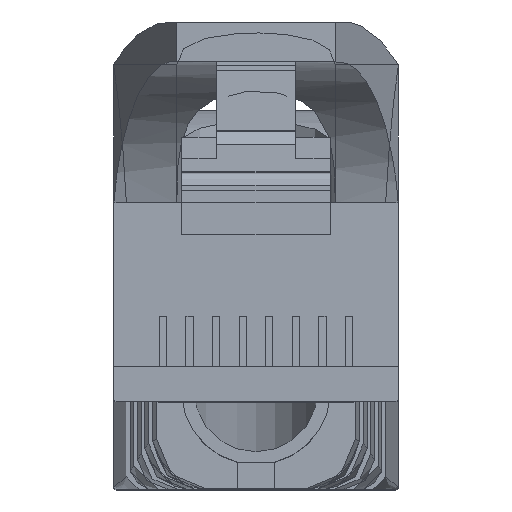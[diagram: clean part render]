
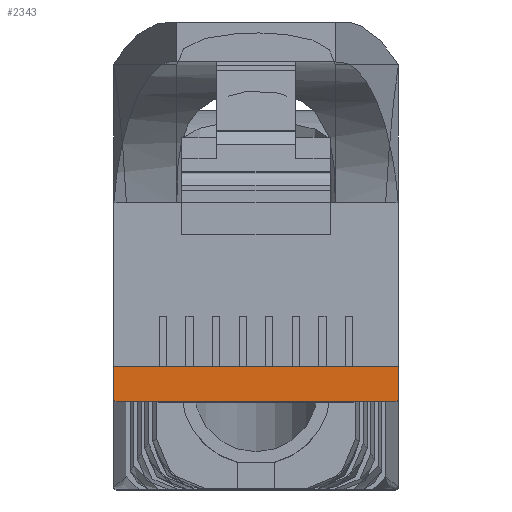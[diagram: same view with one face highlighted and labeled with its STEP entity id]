
A CAD part, top view. The second image highlights one B-rep face of the part: STEP entity #2343.
In plain terms, the highlighted planar face has unit normal (0, 0, 1).
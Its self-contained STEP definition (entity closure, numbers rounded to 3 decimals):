
#465 = ORIENTED_EDGE ( 'NONE', *, *, #952, .T. ) ;
#630 = AXIS2_PLACEMENT_3D ( 'NONE', #2760, #5038, #10220 ) ;
#787 = LINE ( 'NONE', #11972, #11253 ) ;
#801 = CARTESIAN_POINT ( 'NONE',  ( -5.75, -2.6, 1025.5 ) ) ;
#843 = CIRCLE ( 'NONE', #5780, 0.1 ) ;
#952 = EDGE_CURVE ( 'NONE', #1130, #6571, #12562, .T. ) ;
#1130 = VERTEX_POINT ( 'NONE', #2276 ) ;
#1169 = CARTESIAN_POINT ( 'NONE',  ( -5.75, -3.9, 1025.5 ) ) ;
#1252 = DIRECTION ( 'NONE',  ( -1., 0., 0. ) ) ;
#1293 = LINE ( 'NONE', #3179, #1749 ) ;
#1371 = CARTESIAN_POINT ( 'NONE',  ( 5.75, -3.9, 1025.5 ) ) ;
#1613 = VERTEX_POINT ( 'NONE', #1169 ) ;
#1617 = EDGE_CURVE ( 'NONE', #6571, #7193, #843, .T. ) ;
#1726 = DIRECTION ( 'NONE',  ( 0., 1., 0. ) ) ;
#1749 = VECTOR ( 'NONE', #2101, 1000. ) ;
#1984 = LINE ( 'NONE', #801, #10863 ) ;
#2101 = DIRECTION ( 'NONE',  ( 0., 1., 0. ) ) ;
#2276 = CARTESIAN_POINT ( 'NONE',  ( -5.65, -4., 1025.5 ) ) ;
#2343 = ADVANCED_FACE ( 'NONE', ( #4794 ), #10734, .F. ) ;
#2568 = EDGE_CURVE ( 'NONE', #1613, #7486, #1293, .T. ) ;
#2710 = VERTEX_POINT ( 'NONE', #2734 ) ;
#2734 = CARTESIAN_POINT ( 'NONE',  ( 5.75, -2.6, 1025.5 ) ) ;
#2760 = CARTESIAN_POINT ( 'NONE',  ( -5.65, -3.9, 1025.5 ) ) ;
#3179 = CARTESIAN_POINT ( 'NONE',  ( -5.75, -2.6, 1025.5 ) ) ;
#3313 = CIRCLE ( 'NONE', #630, 0.1 ) ;
#4316 = CARTESIAN_POINT ( 'NONE',  ( 5.65, -3.9, 1025.5 ) ) ;
#4794 = FACE_OUTER_BOUND ( 'NONE', #13136, .T. ) ;
#4806 = DIRECTION ( 'NONE',  ( 1., 0., 0. ) ) ;
#5038 = DIRECTION ( 'NONE',  ( 0., 0., 1. ) ) ;
#5103 = EDGE_CURVE ( 'NONE', #1613, #1130, #3313, .T. ) ;
#5133 = DIRECTION ( 'NONE',  ( 1., 0., 0. ) ) ;
#5570 = ORIENTED_EDGE ( 'NONE', *, *, #8891, .F. ) ;
#5625 = ORIENTED_EDGE ( 'NONE', *, *, #5103, .T. ) ;
#5780 = AXIS2_PLACEMENT_3D ( 'NONE', #4316, #7322, #1252 ) ;
#6042 = CARTESIAN_POINT ( 'NONE',  ( -5.75, -4., 1025.5 ) ) ;
#6571 = VERTEX_POINT ( 'NONE', #8181 ) ;
#6844 = EDGE_CURVE ( 'NONE', #7193, #2710, #787, .T. ) ;
#7054 = AXIS2_PLACEMENT_3D ( 'NONE', #11767, #11856, #12849 ) ;
#7193 = VERTEX_POINT ( 'NONE', #1371 ) ;
#7322 = DIRECTION ( 'NONE',  ( 0., 0., 1. ) ) ;
#7486 = VERTEX_POINT ( 'NONE', #9221 ) ;
#8181 = CARTESIAN_POINT ( 'NONE',  ( 5.65, -4., 1025.5 ) ) ;
#8840 = ORIENTED_EDGE ( 'NONE', *, *, #1617, .T. ) ;
#8891 = EDGE_CURVE ( 'NONE', #7486, #2710, #1984, .T. ) ;
#9221 = CARTESIAN_POINT ( 'NONE',  ( -5.75, -2.6, 1025.5 ) ) ;
#9275 = VECTOR ( 'NONE', #5133, 1000. ) ;
#10220 = DIRECTION ( 'NONE',  ( -1., 0., 0. ) ) ;
#10734 = PLANE ( 'NONE',  #7054 ) ;
#10863 = VECTOR ( 'NONE', #4806, 1000. ) ;
#11086 = ORIENTED_EDGE ( 'NONE', *, *, #6844, .T. ) ;
#11253 = VECTOR ( 'NONE', #1726, 1000. ) ;
#11471 = ORIENTED_EDGE ( 'NONE', *, *, #2568, .F. ) ;
#11767 = CARTESIAN_POINT ( 'NONE',  ( -5.75, -2.6, 1025.5 ) ) ;
#11856 = DIRECTION ( 'NONE',  ( 0., 0., -1. ) ) ;
#11972 = CARTESIAN_POINT ( 'NONE',  ( 5.75, -2.6, 1025.5 ) ) ;
#12562 = LINE ( 'NONE', #6042, #9275 ) ;
#12849 = DIRECTION ( 'NONE',  ( -1., 0., 0. ) ) ;
#13136 = EDGE_LOOP ( 'NONE', ( #11471, #5625, #465, #8840, #11086, #5570 ) ) ;
